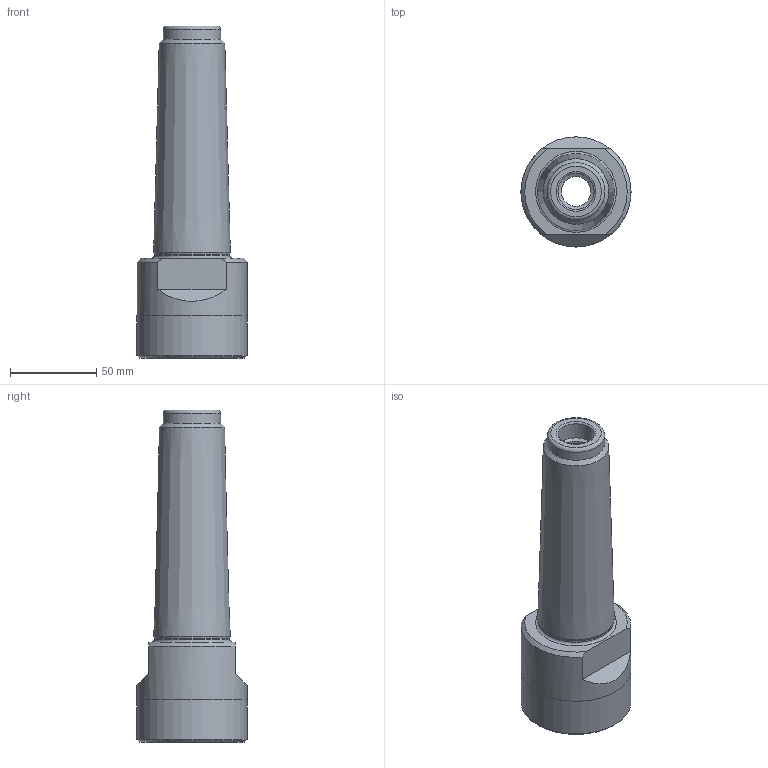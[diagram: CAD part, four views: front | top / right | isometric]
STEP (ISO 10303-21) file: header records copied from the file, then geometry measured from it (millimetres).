
FILE_DESCRIPTION(/* description */ (''),/* implementation_level */ '2;1');
FILE_NAME(/* name */ '270515900.stp',/* time_stamp */ '2021-01-08T12:42:40',/* author */ ('LRA'),/* organization */ ('REGO-FIX'),/* preprocessor_version */ ' Unknown',/* originating_system */ 'SIEMENS PLM Software Solid Edge ST10',/* authorization */ 'Unknown');
FILE_SCHEMA (('AUTOMOTIVE_DESIGN { 1 0 10303 214 2 1 1}'));
Length unit declared in the file: millimetre
Products named in the file (1): NOCUT
Bounding box: 64 x 64 x 193 mm (x, y, z)
Volume: 219567.2 mm3; surface area: 49601.7 mm2
Topology: 1 solids, 1 shells, 31 faces, 70 edges, 42 vertices
Faces by surface type: cylinder 10, cone 10, plane 7, torus 4
Full cylindrical faces by diameter (mm): 17.294 x2, 21 x1, 26.376 x2, 33.5 x1, 38 x1, 44 x1, 64 x2
Entity records: 961 total; most frequent: DIRECTION 138, CARTESIAN_POINT 125, ORIENTED_EDGE 84, AXIS2_PLACEMENT_3D 65, EDGE_LOOP 56, FACE_BOUND 56, EDGE_CURVE 42, VERTEX_POINT 36
